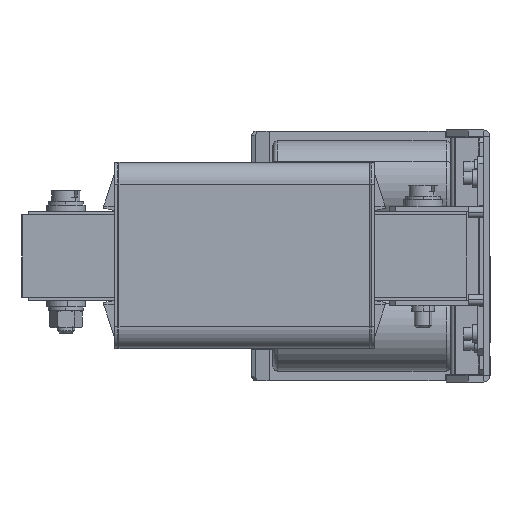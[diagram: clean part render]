
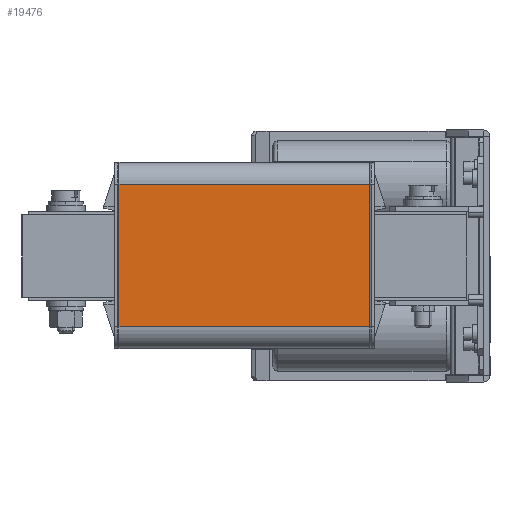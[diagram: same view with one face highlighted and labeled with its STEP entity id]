
A CAD part, left-side view. The second image highlights one B-rep face of the part: STEP entity #19476.
In plain terms, the highlighted planar face has unit normal (-1, 0, 0).
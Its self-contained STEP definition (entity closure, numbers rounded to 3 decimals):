
#7292 = AXIS2_PLACEMENT_3D ( 'NONE', #11348, #11344, #11343 ) ;
#8551 = ORIENTED_EDGE ( 'NONE', *, *, #26112, .F. ) ;
#8940 = ORIENTED_EDGE ( 'NONE', *, *, #32169, .T. ) ;
#9069 = ORIENTED_EDGE ( 'NONE', *, *, #32170, .T. ) ;
#9448 = ORIENTED_EDGE ( 'NONE', *, *, #32175, .T. ) ;
#11343 = DIRECTION ( 'NONE',  ( 0., 0., -1. ) ) ;
#11344 = DIRECTION ( 'NONE',  ( 1., 0., 0. ) ) ;
#11346 = PLANE ( 'NONE',  #7292 ) ;
#11348 = CARTESIAN_POINT ( 'NONE',  ( 0., 114.5, 0. ) ) ;
#18246 = VERTEX_POINT ( 'NONE', #42418 ) ;
#18272 = VERTEX_POINT ( 'NONE', #42392 ) ;
#18382 = VERTEX_POINT ( 'NONE', #42274 ) ;
#18800 = VERTEX_POINT ( 'NONE', #31731 ) ;
#19476 = ADVANCED_FACE ( 'NONE', ( #30295 ), #11346, .F. ) ;
#26112 = EDGE_CURVE ( 'NONE', #18800, #18382, #45440, .T. ) ;
#30295 = FACE_OUTER_BOUND ( 'NONE', #36792, .T. ) ;
#31731 = CARTESIAN_POINT ( 'NONE',  ( 0., 114.5, -75. ) ) ;
#32169 = EDGE_CURVE ( 'NONE', #18246, #18382, #43854, .T. ) ;
#32170 = EDGE_CURVE ( 'NONE', #18272, #18246, #43829, .T. ) ;
#32175 = EDGE_CURVE ( 'NONE', #18800, #18272, #43863, .T. ) ;
#36580 = DIRECTION ( 'NONE',  ( 0., 0., 1. ) ) ;
#36594 = CARTESIAN_POINT ( 'NONE',  ( 0., 114.5, 0. ) ) ;
#36792 = EDGE_LOOP ( 'NONE', ( #8551, #9448, #9069, #8940 ) ) ;
#39997 = CARTESIAN_POINT ( 'NONE',  ( 0., 114.5, -10. ) ) ;
#39998 = DIRECTION ( 'NONE',  ( 0., 1., 0. ) ) ;
#40002 = CARTESIAN_POINT ( 'NONE',  ( 0., 0., 0. ) ) ;
#40007 = DIRECTION ( 'NONE',  ( 0., 0., 1. ) ) ;
#40012 = CARTESIAN_POINT ( 'NONE',  ( 0., 114.5, -75. ) ) ;
#40013 = DIRECTION ( 'NONE',  ( 0., -1., 0. ) ) ;
#42274 = CARTESIAN_POINT ( 'NONE',  ( 0., 114.5, -10. ) ) ;
#42392 = CARTESIAN_POINT ( 'NONE',  ( 0., 0., -75. ) ) ;
#42418 = CARTESIAN_POINT ( 'NONE',  ( 0., 0., -10. ) ) ;
#43829 = LINE ( 'NONE', #40002, #43858 ) ;
#43854 = LINE ( 'NONE', #39997, #43856 ) ;
#43856 = VECTOR ( 'NONE', #39998, 1000. ) ;
#43858 = VECTOR ( 'NONE', #40007, 1000. ) ;
#43863 = LINE ( 'NONE', #40012, #43865 ) ;
#43865 = VECTOR ( 'NONE', #40013, 1000. ) ;
#45440 = LINE ( 'NONE', #36594, #45441 ) ;
#45441 = VECTOR ( 'NONE', #36580, 1000. ) ;
